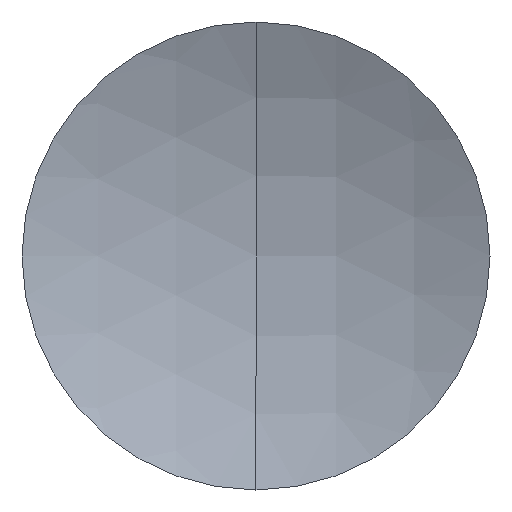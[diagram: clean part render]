
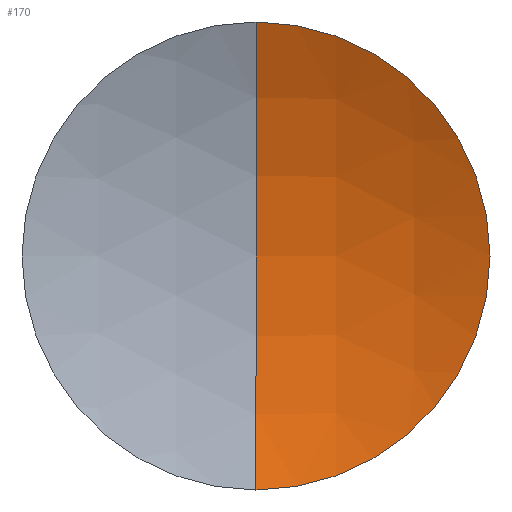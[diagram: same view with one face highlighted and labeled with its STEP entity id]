
A CAD part, left-side view. The second image highlights one B-rep face of the part: STEP entity #170.
In plain terms, the highlighted spherical face has radius 31.19 mm.
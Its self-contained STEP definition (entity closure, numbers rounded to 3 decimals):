
#23 = CARTESIAN_POINT ( 'NONE',  ( 228.102, 0., 12.5 ) ) ;
#34 = CARTESIAN_POINT ( 'NONE',  ( 199.526, 0., 0. ) ) ;
#35 = AXIS2_PLACEMENT_3D ( 'NONE', #141, #65, #232 ) ;
#45 = CIRCLE ( 'NONE', #35, 31.19 ) ;
#57 = CIRCLE ( 'NONE', #304, 31.19 ) ;
#59 = AXIS2_PLACEMENT_3D ( 'NONE', #34, #99, #117 ) ;
#65 = DIRECTION ( 'NONE',  ( 0., -1., 0. ) ) ;
#70 = DIRECTION ( 'NONE',  ( 0., 0., 1. ) ) ;
#91 = AXIS2_PLACEMENT_3D ( 'NONE', #205, #176, #70 ) ;
#92 = CIRCLE ( 'NONE', #91, 12.5 ) ;
#99 = DIRECTION ( 'NONE',  ( 0., 1., 0. ) ) ;
#109 = CARTESIAN_POINT ( 'NONE',  ( 228.102, 0., -12.5 ) ) ;
#117 = DIRECTION ( 'NONE',  ( 0., 0., 1. ) ) ;
#123 = EDGE_CURVE ( 'NONE', #336, #236, #57, .T. ) ;
#141 = CARTESIAN_POINT ( 'NONE',  ( 199.526, 0., 0. ) ) ;
#143 = EDGE_CURVE ( 'NONE', #336, #285, #45, .T. ) ;
#145 = ORIENTED_EDGE ( 'NONE', *, *, #123, .T. ) ;
#150 = CARTESIAN_POINT ( 'NONE',  ( 199.526, 0., 0. ) ) ;
#161 = SPHERICAL_SURFACE ( 'NONE', #59, 31.19 ) ;
#170 = ADVANCED_FACE ( 'NONE', ( #181 ), #161, .F. ) ;
#176 = DIRECTION ( 'NONE',  ( -1., 0., 0. ) ) ;
#177 = EDGE_CURVE ( 'NONE', #236, #285, #92, .T. ) ;
#181 = FACE_OUTER_BOUND ( 'NONE', #297, .T. ) ;
#185 = CARTESIAN_POINT ( 'NONE',  ( 230.716, 0., 0. ) ) ;
#205 = CARTESIAN_POINT ( 'NONE',  ( 228.102, 0., 0. ) ) ;
#232 = DIRECTION ( 'NONE',  ( 0., 0., -1. ) ) ;
#236 = VERTEX_POINT ( 'NONE', #109 ) ;
#261 = DIRECTION ( 'NONE',  ( 0., 0., 1. ) ) ;
#264 = ORIENTED_EDGE ( 'NONE', *, *, #177, .T. ) ;
#285 = VERTEX_POINT ( 'NONE', #23 ) ;
#297 = EDGE_LOOP ( 'NONE', ( #303, #145, #264 ) ) ;
#303 = ORIENTED_EDGE ( 'NONE', *, *, #143, .F. ) ;
#304 = AXIS2_PLACEMENT_3D ( 'NONE', #150, #311, #261 ) ;
#311 = DIRECTION ( 'NONE',  ( 0., 1., 0. ) ) ;
#336 = VERTEX_POINT ( 'NONE', #185 ) ;
